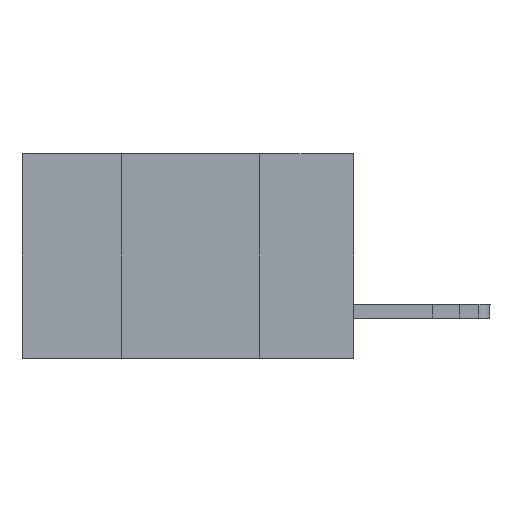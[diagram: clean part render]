
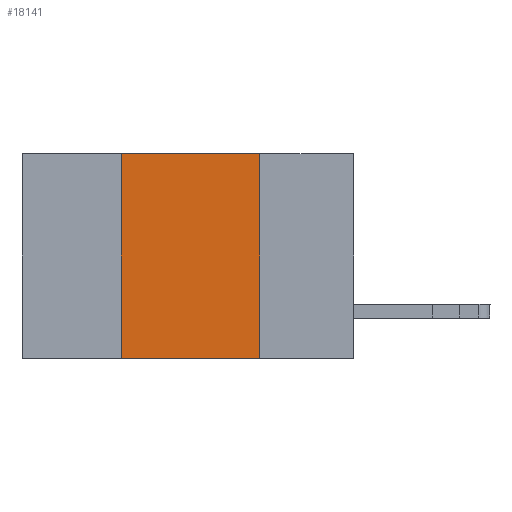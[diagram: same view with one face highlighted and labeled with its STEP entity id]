
A CAD part, left-side view. The second image highlights one B-rep face of the part: STEP entity #18141.
In plain terms, the highlighted planar face has unit normal (-1, 0, 0).
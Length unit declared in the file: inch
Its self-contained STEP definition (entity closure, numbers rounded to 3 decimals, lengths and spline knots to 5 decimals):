
#21 = AXIS2_PLACEMENT_3D ( 'NONE', #13472, #13532, #16408 ) ;
#377 = LINE ( 'NONE', #6439, #5117 ) ;
#730 = DIRECTION ( 'NONE',  ( 0., -1., 0. ) ) ;
#1891 = VECTOR ( 'NONE', #9816, 39.37008 ) ;
#2583 = EDGE_CURVE ( 'NONE', #6423, #15936, #8686, .T. ) ;
#2651 = CARTESIAN_POINT ( 'NONE',  ( 0., 0.17, -0.37 ) ) ;
#3473 = LINE ( 'NONE', #5505, #1891 ) ;
#3700 = VECTOR ( 'NONE', #7917, 39.37008 ) ;
#4096 = CARTESIAN_POINT ( 'NONE',  ( 0., 0.42, -0.37 ) ) ;
#5085 = VERTEX_POINT ( 'NONE', #8158 ) ;
#5117 = VECTOR ( 'NONE', #730, 39.37008 ) ;
#5505 = CARTESIAN_POINT ( 'NONE',  ( 0., 0.42, 0. ) ) ;
#6272 = CARTESIAN_POINT ( 'NONE',  ( 0., 0.17, 0. ) ) ;
#6404 = ORIENTED_EDGE ( 'NONE', *, *, #2583, .F. ) ;
#6423 = VERTEX_POINT ( 'NONE', #6272 ) ;
#6439 = CARTESIAN_POINT ( 'NONE',  ( 0., 0.6, -0.37 ) ) ;
#7530 = EDGE_CURVE ( 'NONE', #5085, #6423, #12915, .T. ) ;
#7917 = DIRECTION ( 'NONE',  ( 0., -1., 0. ) ) ;
#8158 = CARTESIAN_POINT ( 'NONE',  ( 0., 0.42, 0. ) ) ;
#8555 = ORIENTED_EDGE ( 'NONE', *, *, #7530, .F. ) ;
#8686 = LINE ( 'NONE', #8891, #15654 ) ;
#8891 = CARTESIAN_POINT ( 'NONE',  ( 0., 0.17, 0. ) ) ;
#9718 = CARTESIAN_POINT ( 'NONE',  ( 0., 0.6, 0. ) ) ;
#9780 = ORIENTED_EDGE ( 'NONE', *, *, #12764, .T. ) ;
#9816 = DIRECTION ( 'NONE',  ( 0., 0., 1. ) ) ;
#12031 = PLANE ( 'NONE',  #21 ) ;
#12372 = VERTEX_POINT ( 'NONE', #4096 ) ;
#12764 = EDGE_CURVE ( 'NONE', #12372, #15936, #377, .T. ) ;
#12915 = LINE ( 'NONE', #9718, #3700 ) ;
#13113 = ORIENTED_EDGE ( 'NONE', *, *, #17166, .F. ) ;
#13472 = CARTESIAN_POINT ( 'NONE',  ( 0., 0.6, 0. ) ) ;
#13532 = DIRECTION ( 'NONE',  ( 1., 0., 0. ) ) ;
#14630 = DIRECTION ( 'NONE',  ( 0., 0., -1. ) ) ;
#14632 = EDGE_LOOP ( 'NONE', ( #6404, #8555, #13113, #9780 ) ) ;
#15654 = VECTOR ( 'NONE', #14630, 39.37008 ) ;
#15774 = FACE_OUTER_BOUND ( 'NONE', #14632, .T. ) ;
#15936 = VERTEX_POINT ( 'NONE', #2651 ) ;
#16408 = DIRECTION ( 'NONE',  ( 0., 0., -1. ) ) ;
#17166 = EDGE_CURVE ( 'NONE', #12372, #5085, #3473, .T. ) ;
#18141 = ADVANCED_FACE ( 'NONE', ( #15774 ), #12031, .F. ) ;
